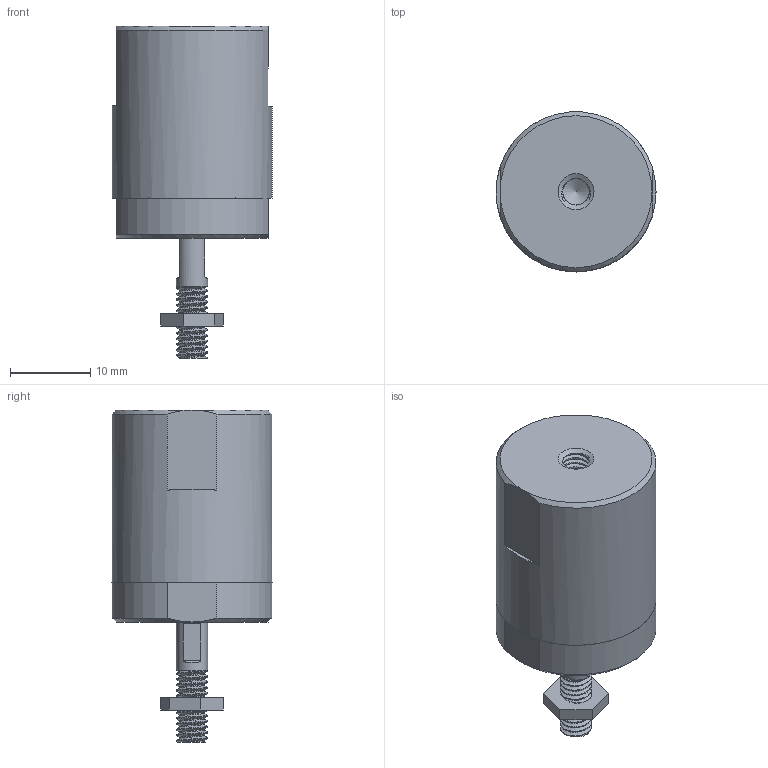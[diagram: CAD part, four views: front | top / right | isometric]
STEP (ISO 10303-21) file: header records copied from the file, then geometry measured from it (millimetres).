
FILE_DESCRIPTION(/* description */ (''),/* implementation_level */ '2;1');
FILE_NAME(/* name */ '10006 M4 Floatmatic.step',/* time_stamp */ '2020-07-31T09:42:43+02:00',/* author */ (''),/* organization */ (''),/* preprocessor_version */ 'ST-DEVELOPER v18.1',/* originating_system */ 'Autodesk Translation Framework v9.3.0.1241',/* authorisation */ '');
FILE_SCHEMA (('AUTOMOTIVE_DESIGN { 1 0 10303 214 3 1 1 }'));
Length unit declared in the file: millimetre
Products named in the file (7): 10006; 10007; 10011 M4 Lower disc; 10010 M4 Upper disc; 10009 M4 Lower housing; 10008 M4 Upper housing; M4 DIN439
Assembly tree (6 placements, depth 2):
  10006
    10007
    10011 M4 Lower disc
    10010 M4 Upper disc
    10009 M4 Lower housing
    10008 M4 Upper housing
    M4 DIN439
Bounding box: 20 x 20 x 41.5 mm (x, y, z)
Volume: 7375.8 mm3; surface area: 6448.9 mm2
Topology: 6 solids, 6 shells, 167 faces, 438 edges, 288 vertices
Faces by surface type: cylinder 107, plane 38, bspline 10, torus 6, cone 6
Full cylindrical faces by diameter (mm): 3.111 x4, 3.332 x5, 3.908 x9, 4.109 x4, 4.5 x1, 8 x1, 11 x2, 15 x1, 16.5 x1, 16.741 x6, 17.035 x7, 17.884 x6, 18.152 x6, 20 x1
Entity records: 13691 total; most frequent: CARTESIAN_POINT 9760, ORIENTED_EDGE 874, DIRECTION 626, EDGE_CURVE 437, VERTEX_POINT 288, AXIS2_PLACEMENT_3D 244, B_SPLINE_CURVE_WITH_KNOTS 217, EDGE_LOOP 179
